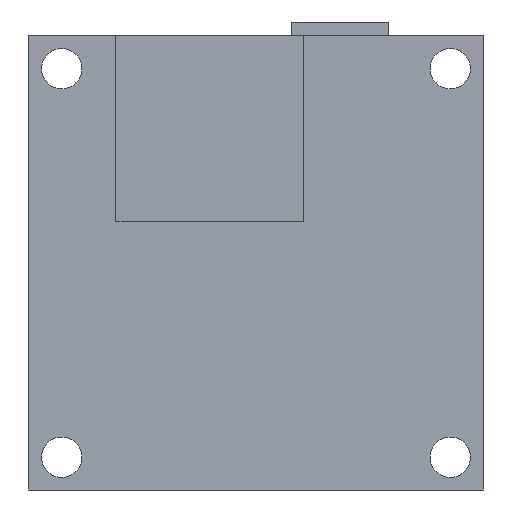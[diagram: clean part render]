
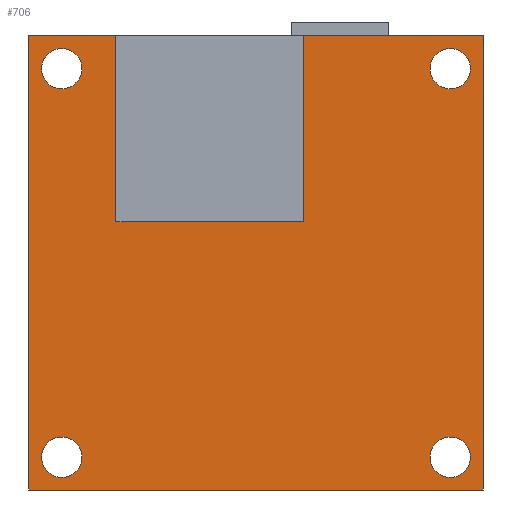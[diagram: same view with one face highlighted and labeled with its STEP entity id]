
A CAD part, front view. The second image highlights one B-rep face of the part: STEP entity #706.
In plain terms, the highlighted planar face has unit normal (0, -1, 0).
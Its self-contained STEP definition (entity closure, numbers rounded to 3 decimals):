
#18=FACE_BOUND('',#74,.T.);
#19=FACE_BOUND('',#75,.T.);
#20=FACE_BOUND('',#76,.T.);
#21=FACE_BOUND('',#77,.T.);
#26=CIRCLE('',#756,1.6);
#27=CIRCLE('',#757,1.6);
#28=CIRCLE('',#758,1.6);
#29=CIRCLE('',#759,1.6);
#38=FACE_OUTER_BOUND('',#73,.T.);
#73=EDGE_LOOP('',(#467,#468,#469,#470,#471,#472,#473,#474));
#74=EDGE_LOOP('',(#475));
#75=EDGE_LOOP('',(#476));
#76=EDGE_LOOP('',(#477));
#77=EDGE_LOOP('',(#478));
#112=LINE('',#975,#201);
#116=LINE('',#983,#205);
#119=LINE('',#989,#208);
#123=LINE('',#997,#212);
#124=LINE('',#999,#213);
#125=LINE('',#1001,#214);
#126=LINE('',#1003,#215);
#127=LINE('',#1004,#216);
#201=VECTOR('',#798,10.);
#205=VECTOR('',#804,10.);
#208=VECTOR('',#809,10.);
#212=VECTOR('',#817,10.);
#213=VECTOR('',#818,10.);
#214=VECTOR('',#819,10.);
#215=VECTOR('',#820,10.);
#216=VECTOR('',#821,10.);
#290=VERTEX_POINT('',#973);
#291=VERTEX_POINT('',#974);
#294=VERTEX_POINT('',#982);
#296=VERTEX_POINT('',#988);
#298=VERTEX_POINT('',#996);
#299=VERTEX_POINT('',#998);
#300=VERTEX_POINT('',#1000);
#301=VERTEX_POINT('',#1002);
#302=VERTEX_POINT('',#1005);
#303=VERTEX_POINT('',#1007);
#304=VERTEX_POINT('',#1009);
#305=VERTEX_POINT('',#1011);
#354=EDGE_CURVE('',#290,#291,#112,.T.);
#358=EDGE_CURVE('',#291,#294,#116,.T.);
#361=EDGE_CURVE('',#294,#296,#119,.T.);
#365=EDGE_CURVE('',#298,#296,#123,.T.);
#366=EDGE_CURVE('',#299,#298,#124,.T.);
#367=EDGE_CURVE('',#300,#299,#125,.T.);
#368=EDGE_CURVE('',#301,#300,#126,.T.);
#369=EDGE_CURVE('',#290,#301,#127,.T.);
#370=EDGE_CURVE('',#302,#302,#26,.T.);
#371=EDGE_CURVE('',#303,#303,#27,.T.);
#372=EDGE_CURVE('',#304,#304,#28,.T.);
#373=EDGE_CURVE('',#305,#305,#29,.T.);
#467=ORIENTED_EDGE('',*,*,#354,.T.);
#468=ORIENTED_EDGE('',*,*,#358,.T.);
#469=ORIENTED_EDGE('',*,*,#361,.T.);
#470=ORIENTED_EDGE('',*,*,#365,.F.);
#471=ORIENTED_EDGE('',*,*,#366,.F.);
#472=ORIENTED_EDGE('',*,*,#367,.F.);
#473=ORIENTED_EDGE('',*,*,#368,.F.);
#474=ORIENTED_EDGE('',*,*,#369,.F.);
#475=ORIENTED_EDGE('',*,*,#370,.F.);
#476=ORIENTED_EDGE('',*,*,#371,.F.);
#477=ORIENTED_EDGE('',*,*,#372,.F.);
#478=ORIENTED_EDGE('',*,*,#373,.F.);
#649=PLANE('',#755);
#706=ADVANCED_FACE('',(#38,#18,#19,#20,#21),#649,.F.);
#755=AXIS2_PLACEMENT_3D('',#995,#815,#816);
#756=AXIS2_PLACEMENT_3D('',#1006,#822,#823);
#757=AXIS2_PLACEMENT_3D('',#1008,#824,#825);
#758=AXIS2_PLACEMENT_3D('',#1010,#826,#827);
#759=AXIS2_PLACEMENT_3D('',#1012,#828,#829);
#798=DIRECTION('',(0.,0.,-1.));
#804=DIRECTION('',(-1.,0.,0.));
#809=DIRECTION('',(0.,0.,1.));
#815=DIRECTION('center_axis',(0.,1.,0.));
#816=DIRECTION('ref_axis',(1.,0.,0.));
#817=DIRECTION('',(1.,0.,0.));
#818=DIRECTION('',(0.,0.,1.));
#819=DIRECTION('',(-1.,0.,0.));
#820=DIRECTION('',(0.,0.,-1.));
#821=DIRECTION('',(1.,0.,0.));
#822=DIRECTION('center_axis',(0.,-1.,0.));
#823=DIRECTION('ref_axis',(1.,0.,0.));
#824=DIRECTION('center_axis',(0.,-1.,0.));
#825=DIRECTION('ref_axis',(1.,0.,0.));
#826=DIRECTION('center_axis',(0.,-1.,0.));
#827=DIRECTION('ref_axis',(1.,0.,0.));
#828=DIRECTION('center_axis',(0.,-1.,0.));
#829=DIRECTION('ref_axis',(1.,0.,0.));
#973=CARTESIAN_POINT('',(3.8,0.,18.));
#974=CARTESIAN_POINT('',(3.8,0.,3.25));
#975=CARTESIAN_POINT('',(3.8,0.,1.625));
#982=CARTESIAN_POINT('',(-11.1,0.,3.25));
#983=CARTESIAN_POINT('',(-5.55,0.,3.25));
#988=CARTESIAN_POINT('',(-11.1,0.,18.));
#989=CARTESIAN_POINT('',(-11.1,0.,9.));
#995=CARTESIAN_POINT('Origin',(0.,0.,0.));
#996=CARTESIAN_POINT('',(-18.,0.,18.));
#997=CARTESIAN_POINT('',(-18.,0.,18.));
#998=CARTESIAN_POINT('',(-18.,0.,-18.));
#999=CARTESIAN_POINT('',(-18.,0.,-18.));
#1000=CARTESIAN_POINT('',(18.,0.,-18.));
#1001=CARTESIAN_POINT('',(18.,0.,-18.));
#1002=CARTESIAN_POINT('',(18.,0.,18.));
#1003=CARTESIAN_POINT('',(18.,0.,18.));
#1004=CARTESIAN_POINT('',(-18.,0.,18.));
#1005=CARTESIAN_POINT('',(-17.,0.,15.4));
#1006=CARTESIAN_POINT('Origin',(-15.4,0.,15.4));
#1007=CARTESIAN_POINT('',(13.8,0.,15.4));
#1008=CARTESIAN_POINT('Origin',(15.4,0.,15.4));
#1009=CARTESIAN_POINT('',(-17.,0.,-15.4));
#1010=CARTESIAN_POINT('Origin',(-15.4,0.,-15.4));
#1011=CARTESIAN_POINT('',(13.8,0.,-15.4));
#1012=CARTESIAN_POINT('Origin',(15.4,0.,-15.4));
